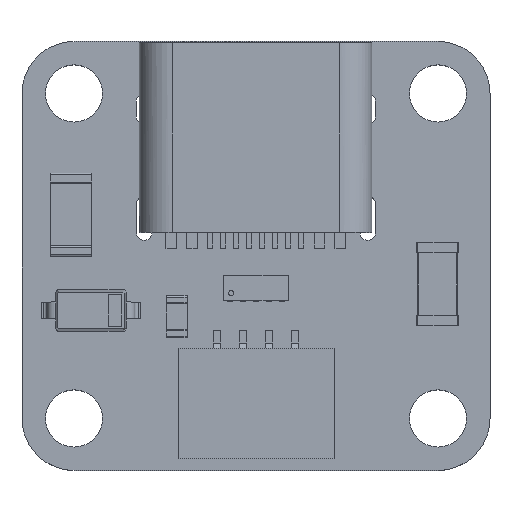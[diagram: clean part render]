
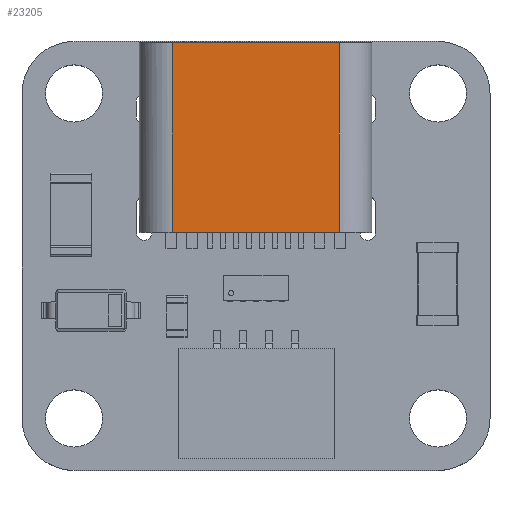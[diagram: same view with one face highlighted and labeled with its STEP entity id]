
A CAD part, top view. The second image highlights one B-rep face of the part: STEP entity #23205.
In plain terms, the highlighted free-form (B-spline) face has degree [1, 1] with [2, 2] control points.
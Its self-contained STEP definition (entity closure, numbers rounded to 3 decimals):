
#15661 = B_SPLINE_SURFACE_WITH_KNOTS('',1,1,(
    (#15662,#15663)
    ,(#15664,#15665
  )),.UNSPECIFIED.,.F.,.F.,.F.,(2,2),(2,2),(-4.47,4.47),(-2.405,1.605),
  .PIECEWISE_BEZIER_KNOTS.);
#15662 = CARTESIAN_POINT('',(8.94,-0.8,-7.3));
#15663 = CARTESIAN_POINT('',(8.94,3.21,-7.3));
#15664 = CARTESIAN_POINT('',(0.,-0.8,-7.3));
#15665 = CARTESIAN_POINT('',(0.,3.21,-7.3));
#17629 = VERTEX_POINT('',#17630);
#17630 = CARTESIAN_POINT('',(1.255,3.21,-7.3));
#17644 = ( BOUNDED_SURFACE() B_SPLINE_SURFACE(2,1,(
    (#17645,#17646)
    ,(#17647,#17648)
    ,(#17649,#17650
)),.UNSPECIFIED.,.F.,.F.,.F.) B_SPLINE_SURFACE_WITH_KNOTS((3,3),(2,2),(
    5.498,7.069),(0.,7.3),.PIECEWISE_BEZIER_KNOTS.) 
GEOMETRIC_REPRESENTATION_ITEM() RATIONAL_B_SPLINE_SURFACE((
    (1.,1.)
    ,(0.707,0.707)
,(1.,1.))) REPRESENTATION_ITEM('') SURFACE() );
#17645 = CARTESIAN_POINT('',(0.,1.955,0.));
#17646 = CARTESIAN_POINT('',(0.,1.955,-7.3));
#17647 = CARTESIAN_POINT('',(0.,3.21,0.));
#17648 = CARTESIAN_POINT('',(0.,3.21,-7.3));
#17649 = CARTESIAN_POINT('',(1.255,3.21,0.));
#17650 = CARTESIAN_POINT('',(1.255,3.21,-7.3));
#17658 = EDGE_CURVE('',#17629,#17659,#17661,.T.);
#17659 = VERTEX_POINT('',#17660);
#17660 = CARTESIAN_POINT('',(7.685,3.21,-7.3));
#17661 = SURFACE_CURVE('',#17662,(#17665,#17671),.PCURVE_S1.);
#17662 = B_SPLINE_CURVE_WITH_KNOTS('',1,(#17663,#17664),.UNSPECIFIED.,
  .F.,.F.,(2,2),(-7.685,-1.255),.PIECEWISE_BEZIER_KNOTS.);
#17663 = CARTESIAN_POINT('',(1.255,3.21,-7.3));
#17664 = CARTESIAN_POINT('',(7.685,3.21,-7.3));
#17665 = PCURVE('',#15661,#17666);
#17666 = DEFINITIONAL_REPRESENTATION('',(#17667),#17670);
#17667 = B_SPLINE_CURVE_WITH_KNOTS('',1,(#17668,#17669),.UNSPECIFIED.,
  .F.,.F.,(2,2),(-7.685,-1.255),.PIECEWISE_BEZIER_KNOTS.);
#17668 = CARTESIAN_POINT('',(3.215,1.605));
#17669 = CARTESIAN_POINT('',(-3.215,1.605));
#17670 = ( GEOMETRIC_REPRESENTATION_CONTEXT(2) 
PARAMETRIC_REPRESENTATION_CONTEXT() REPRESENTATION_CONTEXT('2D SPACE',''
  ) );
#17671 = PCURVE('',#17672,#17677);
#17672 = B_SPLINE_SURFACE_WITH_KNOTS('',1,1,(
    (#17673,#17674)
    ,(#17675,#17676
    )),.UNSPECIFIED.,.F.,.F.,.F.,(2,2),(2,2),(1.255,7.685),(0.,7.3),
  .PIECEWISE_BEZIER_KNOTS.);
#17673 = CARTESIAN_POINT('',(1.255,3.21,0.));
#17674 = CARTESIAN_POINT('',(1.255,3.21,-7.3));
#17675 = CARTESIAN_POINT('',(7.685,3.21,0.));
#17676 = CARTESIAN_POINT('',(7.685,3.21,-7.3));
#17677 = DEFINITIONAL_REPRESENTATION('',(#17678),#17681);
#17678 = B_SPLINE_CURVE_WITH_KNOTS('',1,(#17679,#17680),.UNSPECIFIED.,
  .F.,.F.,(2,2),(-7.685,-1.255),.PIECEWISE_BEZIER_KNOTS.);
#17679 = CARTESIAN_POINT('',(1.255,7.3));
#17680 = CARTESIAN_POINT('',(7.685,7.3));
#17681 = ( GEOMETRIC_REPRESENTATION_CONTEXT(2) 
PARAMETRIC_REPRESENTATION_CONTEXT() REPRESENTATION_CONTEXT('2D SPACE',''
  ) );
#17699 = ( BOUNDED_SURFACE() B_SPLINE_SURFACE(2,1,(
    (#17700,#17701)
    ,(#17702,#17703)
    ,(#17704,#17705
)),.UNSPECIFIED.,.F.,.F.,.F.) B_SPLINE_SURFACE_WITH_KNOTS((3,3),(2,2),(
    5.498,7.069),(0.,7.3),.PIECEWISE_BEZIER_KNOTS.) 
GEOMETRIC_REPRESENTATION_ITEM() RATIONAL_B_SPLINE_SURFACE((
    (1.,1.)
    ,(0.707,0.707)
,(1.,1.))) REPRESENTATION_ITEM('') SURFACE() );
#17700 = CARTESIAN_POINT('',(7.685,3.21,0.));
#17701 = CARTESIAN_POINT('',(7.685,3.21,-7.3));
#17702 = CARTESIAN_POINT('',(8.94,3.21,0.));
#17703 = CARTESIAN_POINT('',(8.94,3.21,-7.3));
#17704 = CARTESIAN_POINT('',(8.94,1.955,0.));
#17705 = CARTESIAN_POINT('',(8.94,1.955,-7.3));
#19488 = B_SPLINE_SURFACE_WITH_KNOTS('',1,1,(
    (#19489,#19490)
    ,(#19491,#19492
  )),.UNSPECIFIED.,.F.,.F.,.F.,(2,2),(2,2),(-4.47,4.47),(-1.605,1.605),
  .PIECEWISE_BEZIER_KNOTS.);
#19489 = CARTESIAN_POINT('',(0.,0.,0.));
#19490 = CARTESIAN_POINT('',(0.,3.21,0.));
#19491 = CARTESIAN_POINT('',(8.94,0.,0.));
#19492 = CARTESIAN_POINT('',(8.94,3.21,0.));
#22957 = VERTEX_POINT('',#22958);
#22958 = CARTESIAN_POINT('',(7.685,3.21,0.));
#22979 = EDGE_CURVE('',#22957,#22980,#22982,.T.);
#22980 = VERTEX_POINT('',#22981);
#22981 = CARTESIAN_POINT('',(1.255,3.21,0.));
#22982 = SURFACE_CURVE('',#22983,(#22986,#22992),.PCURVE_S1.);
#22983 = B_SPLINE_CURVE_WITH_KNOTS('',1,(#22984,#22985),.UNSPECIFIED.,
  .F.,.F.,(2,2),(1.255,7.685),.PIECEWISE_BEZIER_KNOTS.);
#22984 = CARTESIAN_POINT('',(7.685,3.21,0.));
#22985 = CARTESIAN_POINT('',(1.255,3.21,0.));
#22986 = PCURVE('',#19488,#22987);
#22987 = DEFINITIONAL_REPRESENTATION('',(#22988),#22991);
#22988 = B_SPLINE_CURVE_WITH_KNOTS('',1,(#22989,#22990),.UNSPECIFIED.,
  .F.,.F.,(2,2),(1.255,7.685),.PIECEWISE_BEZIER_KNOTS.);
#22989 = CARTESIAN_POINT('',(3.215,1.605));
#22990 = CARTESIAN_POINT('',(-3.215,1.605));
#22991 = ( GEOMETRIC_REPRESENTATION_CONTEXT(2) 
PARAMETRIC_REPRESENTATION_CONTEXT() REPRESENTATION_CONTEXT('2D SPACE',''
  ) );
#22992 = PCURVE('',#17672,#22993);
#22993 = DEFINITIONAL_REPRESENTATION('',(#22994),#22997);
#22994 = B_SPLINE_CURVE_WITH_KNOTS('',1,(#22995,#22996),.UNSPECIFIED.,
  .F.,.F.,(2,2),(1.255,7.685),.PIECEWISE_BEZIER_KNOTS.);
#22995 = CARTESIAN_POINT('',(7.685,0.));
#22996 = CARTESIAN_POINT('',(1.255,0.));
#22997 = ( GEOMETRIC_REPRESENTATION_CONTEXT(2) 
PARAMETRIC_REPRESENTATION_CONTEXT() REPRESENTATION_CONTEXT('2D SPACE',''
  ) );
#23054 = EDGE_CURVE('',#17659,#22957,#23055,.T.);
#23055 = SURFACE_CURVE('',#23056,(#23059,#23066),.PCURVE_S1.);
#23056 = B_SPLINE_CURVE_WITH_KNOTS('',1,(#23057,#23058),.UNSPECIFIED.,
  .F.,.F.,(2,2),(-7.3,0.),.PIECEWISE_BEZIER_KNOTS.);
#23057 = CARTESIAN_POINT('',(7.685,3.21,-7.3));
#23058 = CARTESIAN_POINT('',(7.685,3.21,0.));
#23059 = PCURVE('',#17699,#23060);
#23060 = DEFINITIONAL_REPRESENTATION('',(#23061),#23065);
#23061 = B_SPLINE_CURVE_WITH_KNOTS('',2,(#23062,#23063,#23064),
  .UNSPECIFIED.,.F.,.F.,(3,3),(-7.3,0.),.PIECEWISE_BEZIER_KNOTS.);
#23062 = CARTESIAN_POINT('',(5.498,7.3));
#23063 = CARTESIAN_POINT('',(5.498,3.65));
#23064 = CARTESIAN_POINT('',(5.498,0.));
#23065 = ( GEOMETRIC_REPRESENTATION_CONTEXT(2) 
PARAMETRIC_REPRESENTATION_CONTEXT() REPRESENTATION_CONTEXT('2D SPACE',''
  ) );
#23066 = PCURVE('',#17672,#23067);
#23067 = DEFINITIONAL_REPRESENTATION('',(#23068),#23071);
#23068 = B_SPLINE_CURVE_WITH_KNOTS('',1,(#23069,#23070),.UNSPECIFIED.,
  .F.,.F.,(2,2),(-7.3,0.),.PIECEWISE_BEZIER_KNOTS.);
#23069 = CARTESIAN_POINT('',(7.685,7.3));
#23070 = CARTESIAN_POINT('',(7.685,0.));
#23071 = ( GEOMETRIC_REPRESENTATION_CONTEXT(2) 
PARAMETRIC_REPRESENTATION_CONTEXT() REPRESENTATION_CONTEXT('2D SPACE',''
  ) );
#23081 = EDGE_CURVE('',#22980,#17629,#23082,.T.);
#23082 = SURFACE_CURVE('',#23083,(#23086,#23093),.PCURVE_S1.);
#23083 = B_SPLINE_CURVE_WITH_KNOTS('',1,(#23084,#23085),.UNSPECIFIED.,
  .F.,.F.,(2,2),(0.,7.3),.PIECEWISE_BEZIER_KNOTS.);
#23084 = CARTESIAN_POINT('',(1.255,3.21,0.));
#23085 = CARTESIAN_POINT('',(1.255,3.21,-7.3));
#23086 = PCURVE('',#17644,#23087);
#23087 = DEFINITIONAL_REPRESENTATION('',(#23088),#23092);
#23088 = B_SPLINE_CURVE_WITH_KNOTS('',2,(#23089,#23090,#23091),
  .UNSPECIFIED.,.F.,.F.,(3,3),(0.,7.3),.PIECEWISE_BEZIER_KNOTS.);
#23089 = CARTESIAN_POINT('',(7.069,0.));
#23090 = CARTESIAN_POINT('',(7.069,3.65));
#23091 = CARTESIAN_POINT('',(7.069,7.3));
#23092 = ( GEOMETRIC_REPRESENTATION_CONTEXT(2) 
PARAMETRIC_REPRESENTATION_CONTEXT() REPRESENTATION_CONTEXT('2D SPACE',''
  ) );
#23093 = PCURVE('',#17672,#23094);
#23094 = DEFINITIONAL_REPRESENTATION('',(#23095),#23098);
#23095 = B_SPLINE_CURVE_WITH_KNOTS('',1,(#23096,#23097),.UNSPECIFIED.,
  .F.,.F.,(2,2),(0.,7.3),.PIECEWISE_BEZIER_KNOTS.);
#23096 = CARTESIAN_POINT('',(1.255,0.));
#23097 = CARTESIAN_POINT('',(1.255,7.3));
#23098 = ( GEOMETRIC_REPRESENTATION_CONTEXT(2) 
PARAMETRIC_REPRESENTATION_CONTEXT() REPRESENTATION_CONTEXT('2D SPACE',''
  ) );
#23205 = ADVANCED_FACE('',(#23206),#17672,.T.);
#23206 = FACE_BOUND('',#23207,.T.);
#23207 = EDGE_LOOP('',(#23208,#23209,#23210,#23211));
#23208 = ORIENTED_EDGE('',*,*,#23054,.F.);
#23209 = ORIENTED_EDGE('',*,*,#17658,.F.);
#23210 = ORIENTED_EDGE('',*,*,#23081,.F.);
#23211 = ORIENTED_EDGE('',*,*,#22979,.F.);
